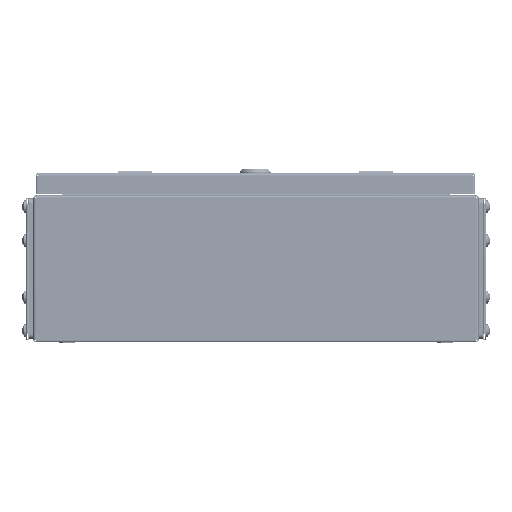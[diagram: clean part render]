
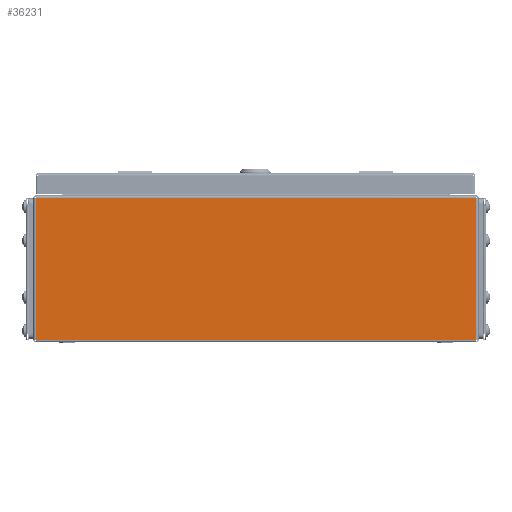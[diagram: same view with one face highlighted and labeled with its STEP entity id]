
A CAD part, left-side view. The second image highlights one B-rep face of the part: STEP entity #36231.
In plain terms, the highlighted planar face has unit normal (-1, 0, 0).
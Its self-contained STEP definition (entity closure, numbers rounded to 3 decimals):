
#14 = ORIENTED_EDGE ( 'NONE', *, *, #3007, .T. ) ;
#1234 = VERTEX_POINT ( 'NONE', #39675 ) ;
#3007 = EDGE_CURVE ( 'NONE', #1234, #48556, #39371, .T. ) ;
#6603 = DIRECTION ( 'NONE',  ( 0., 0., -1. ) ) ;
#6717 = VECTOR ( 'NONE', #47075, 1000. ) ;
#6943 = DIRECTION ( 'NONE',  ( 0., 0., -1. ) ) ;
#9070 = EDGE_CURVE ( 'NONE', #46838, #33855, #33955, .T. ) ;
#12656 = CARTESIAN_POINT ( 'NONE',  ( -200., 195.5, 0. ) ) ;
#13449 = LINE ( 'NONE', #39745, #6717 ) ;
#14054 = ORIENTED_EDGE ( 'NONE', *, *, #9070, .T. ) ;
#14577 = DIRECTION ( 'NONE',  ( 0., 0., 1. ) ) ;
#15937 = EDGE_CURVE ( 'NONE', #46838, #48556, #18573, .T. ) ;
#16364 = CARTESIAN_POINT ( 'NONE',  ( -200., -195.5, 1. ) ) ;
#18573 = LINE ( 'NONE', #71158, #19230 ) ;
#19230 = VECTOR ( 'NONE', #71578, 1000. ) ;
#23013 = EDGE_CURVE ( 'NONE', #33855, #1234, #13449, .T. ) ;
#27148 = PLANE ( 'NONE',  #67925 ) ;
#31196 = ORIENTED_EDGE ( 'NONE', *, *, #15937, .F. ) ;
#33855 = VERTEX_POINT ( 'NONE', #54510 ) ;
#33955 = LINE ( 'NONE', #67594, #54686 ) ;
#36231 = ADVANCED_FACE ( 'NONE', ( #73295 ), #27148, .F. ) ;
#39371 = LINE ( 'NONE', #12656, #57356 ) ;
#39675 = CARTESIAN_POINT ( 'NONE',  ( -200., 195.5, 127.5 ) ) ;
#39745 = CARTESIAN_POINT ( 'NONE',  ( -200., -195.5, 127.5 ) ) ;
#46334 = ORIENTED_EDGE ( 'NONE', *, *, #23013, .T. ) ;
#46838 = VERTEX_POINT ( 'NONE', #16364 ) ;
#47075 = DIRECTION ( 'NONE',  ( 0., 1., 0. ) ) ;
#48556 = VERTEX_POINT ( 'NONE', #66881 ) ;
#54510 = CARTESIAN_POINT ( 'NONE',  ( -200., -195.5, 127.5 ) ) ;
#54686 = VECTOR ( 'NONE', #14577, 1000. ) ;
#57356 = VECTOR ( 'NONE', #6603, 1000. ) ;
#58648 = DIRECTION ( 'NONE',  ( 1., 0., 0. ) ) ;
#65147 = CARTESIAN_POINT ( 'NONE',  ( -200., 0., 0. ) ) ;
#66881 = CARTESIAN_POINT ( 'NONE',  ( -200., 195.5, 1. ) ) ;
#67594 = CARTESIAN_POINT ( 'NONE',  ( -200., -195.5, 0. ) ) ;
#67925 = AXIS2_PLACEMENT_3D ( 'NONE', #65147, #58648, #6943 ) ;
#71158 = CARTESIAN_POINT ( 'NONE',  ( -200., 195.5, 1. ) ) ;
#71578 = DIRECTION ( 'NONE',  ( 0., 1., 0. ) ) ;
#71845 = EDGE_LOOP ( 'NONE', ( #46334, #14, #31196, #14054 ) ) ;
#73295 = FACE_OUTER_BOUND ( 'NONE', #71845, .T. ) ;
